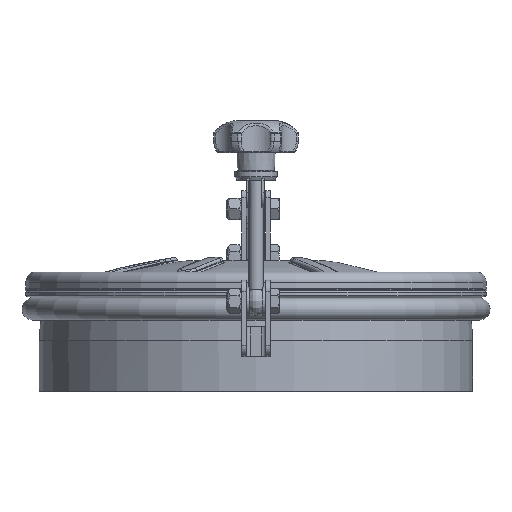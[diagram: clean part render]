
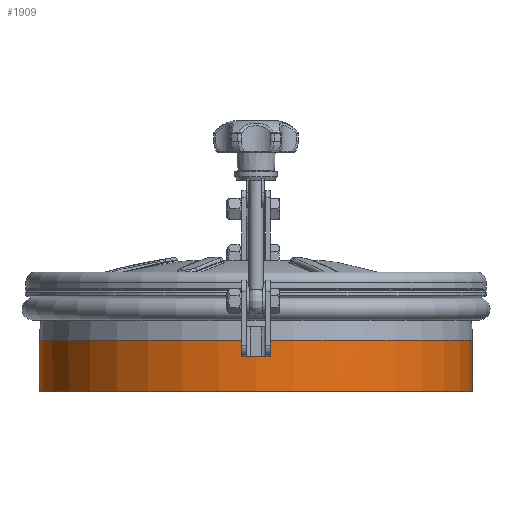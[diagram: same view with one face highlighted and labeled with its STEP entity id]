
A CAD part, left-side view. The second image highlights one B-rep face of the part: STEP entity #1909.
In plain terms, the highlighted cylindrical face has radius 153 mm (diameter 306 mm), a full revolution.
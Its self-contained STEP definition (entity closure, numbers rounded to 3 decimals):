
#1909 = ADVANCED_FACE( '', ( #4332, #4333 ), #4334, .T. );
#4332 = FACE_OUTER_BOUND( '', #15463, .T. );
#4333 = FACE_OUTER_BOUND( '', #15464, .T. );
#4334 = CYLINDRICAL_SURFACE( '', #15465, 153. );
#15463 = EDGE_LOOP( '', ( #39933 ) );
#15464 = EDGE_LOOP( '', ( #39934, #39935, #39936, #39937 ) );
#15465 = AXIS2_PLACEMENT_3D( '', #39938, #39939, #39940 );
#39933 = ORIENTED_EDGE( '', *, *, #47696, .F. );
#39934 = ORIENTED_EDGE( '', *, *, #47697, .F. );
#39935 = ORIENTED_EDGE( '', *, *, #47698, .T. );
#39936 = ORIENTED_EDGE( '', *, *, #47699, .F. );
#39937 = ORIENTED_EDGE( '', *, *, #47700, .T. );
#39938 = CARTESIAN_POINT( '', ( 0., 0., 0. ) );
#39939 = DIRECTION( '', ( 0., 0., -1. ) );
#39940 = DIRECTION( '', ( 1., 0., 0. ) );
#47696 = EDGE_CURVE( '', #52142, #52142, #52143, .T. );
#47697 = EDGE_CURVE( '', #52144, #52145, #52146, .F. );
#47698 = EDGE_CURVE( '', #52144, #52147, #52148, .T. );
#47699 = EDGE_CURVE( '', #52149, #52147, #52150, .T. );
#47700 = EDGE_CURVE( '', #52149, #52145, #52151, .T. );
#52142 = VERTEX_POINT( '', #65731 );
#52143 = CIRCLE( '', #65732, 153. );
#52144 = VERTEX_POINT( '', #65733 );
#52145 = VERTEX_POINT( '', #65734 );
#52146 = LINE( '', #65735, #65736 );
#52147 = VERTEX_POINT( '', #65737 );
#52148 = CIRCLE( '', #65738, 153. );
#52149 = VERTEX_POINT( '', #65739 );
#52150 = LINE( '', #65740, #65741 );
#52151 = CIRCLE( '', #65742, 153. );
#65731 = CARTESIAN_POINT( '', ( 153., 0., 35.916 ) );
#65732 = AXIS2_PLACEMENT_3D( '', #82213, #82214, #82215 );
#65733 = CARTESIAN_POINT( '', ( 0.5, 152.999, 1. ) );
#65734 = CARTESIAN_POINT( '', ( 0.5, 152.999, 0. ) );
#65735 = CARTESIAN_POINT( '', ( 0.5, 152.999, 0. ) );
#65736 = VECTOR( '', #82216, 1000. );
#65737 = CARTESIAN_POINT( '', ( -0.5, 152.999, 1. ) );
#65738 = AXIS2_PLACEMENT_3D( '', #82217, #82218, #82219 );
#65739 = CARTESIAN_POINT( '', ( -0.5, 152.999, 0. ) );
#65740 = CARTESIAN_POINT( '', ( -0.5, 152.999, 0. ) );
#65741 = VECTOR( '', #82220, 1000. );
#65742 = AXIS2_PLACEMENT_3D( '', #82221, #82222, #82223 );
#82213 = CARTESIAN_POINT( '', ( 0., 0., 35.916 ) );
#82214 = DIRECTION( '', ( 0., 0., 1. ) );
#82215 = DIRECTION( '', ( 1., 0., 0. ) );
#82216 = DIRECTION( '', ( 0., 0., 1. ) );
#82217 = CARTESIAN_POINT( '', ( 0., 0., 1. ) );
#82218 = DIRECTION( '', ( 0., 0., 1. ) );
#82219 = DIRECTION( '', ( 1., 0., 0. ) );
#82220 = DIRECTION( '', ( 0., 0., 1. ) );
#82221 = CARTESIAN_POINT( '', ( 0., 0., 0. ) );
#82222 = DIRECTION( '', ( 0., 0., 1. ) );
#82223 = DIRECTION( '', ( 1., 0., 0. ) );
